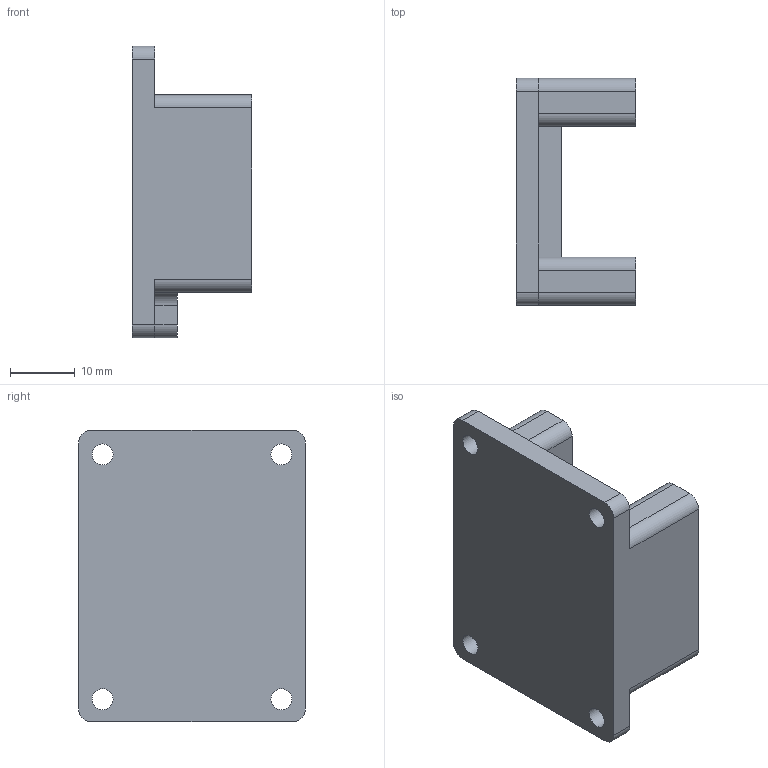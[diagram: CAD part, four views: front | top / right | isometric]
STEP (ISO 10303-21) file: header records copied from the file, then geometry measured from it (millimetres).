
FILE_DESCRIPTION(/* description */ (''),/* implementation_level */ '2;1');
FILE_NAME(/* name */ 'MotorMount.stp',/* time_stamp */ '2025-12-25T20:38:50-05:00',/* author */ ('nmari'),/* organization */ (''),/* preprocessor_version */ 'ST-DEVELOPER v20.1',/* originating_system */ 'Autodesk Inventor 2026',/* authorisation */ '');
FILE_SCHEMA (('AUTOMOTIVE_DESIGN { 1 0 10303 214 3 1 1 }'));
Length unit declared in the file: millimetre
Products named in the file (1): MotorMount
Bounding box: 18.5 x 35 x 45 mm (x, y, z)
Volume: 12562.7 mm3; surface area: 6295.2 mm2
Topology: 1 solids, 1 shells, 46 faces, 121 edges, 80 vertices
Faces by surface type: cylinder 23, plane 23
Full cylindrical faces by diameter (mm): 3.25 x4, 4 x3
Entity records: 1494 total; most frequent: DIRECTION 261, CARTESIAN_POINT 248, ORIENTED_EDGE 242, EDGE_CURVE 121, AXIS2_PLACEMENT_3D 93, VERTEX_POINT 80, LINE 75, VECTOR 75
